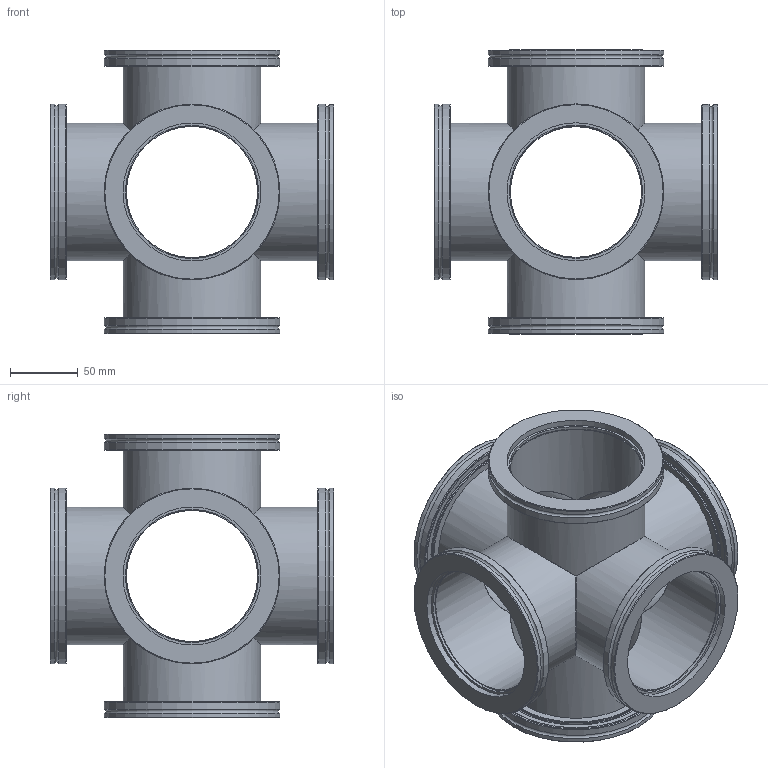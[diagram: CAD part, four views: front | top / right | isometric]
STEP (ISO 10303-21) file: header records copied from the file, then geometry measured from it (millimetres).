
FILE_DESCRIPTION(/* description */ (''),/* implementation_level */ '2;1');
FILE_NAME(/* name */ 'FL-6X100LF.stp',/* time_stamp */ '2019-02-11T15:21:54+00:00',/* author */ ('paul'),/* organization */ (''),/* preprocessor_version */ 'ST-DEVELOPER v17.2',/* originating_system */ 'Autodesk Inventor 2019',/* authorisation */ '');
FILE_SCHEMA (('AUTOMOTIVE_DESIGN { 1 0 10303 214 3 1 1 }'));
Length unit declared in the file: millimetre
Products named in the file (3): FL-5X40KF; FL-100LF-W; TUBE
Assembly tree (12 placements, depth 2):
  FL-5X40KF
    TUBE  x6
    FL-100LF-W  x6
Bounding box: 210 x 210 x 210 mm (x, y, z)
Volume: 570320.7 mm3; surface area: 340989.8 mm2
Topology: 12 solids, 12 shells, 162 faces, 396 edges, 276 vertices
Faces by surface type: plane 66, cylinder 54, torus 30, cone 12
Full cylindrical faces by diameter (mm): 97 x6, 98.55 x6, 101.5 x6, 101.6 x6, 102.1 x6, 112.5 x6, 125 x6, 130 x12
Entity records: 1041 total; most frequent: DIRECTION 201, CARTESIAN_POINT 154, ORIENTED_EDGE 132, AXIS2_PLACEMENT_3D 93, EDGE_CURVE 66, VERTEX_POINT 46, CIRCLE 41, EDGE_LOOP 34
